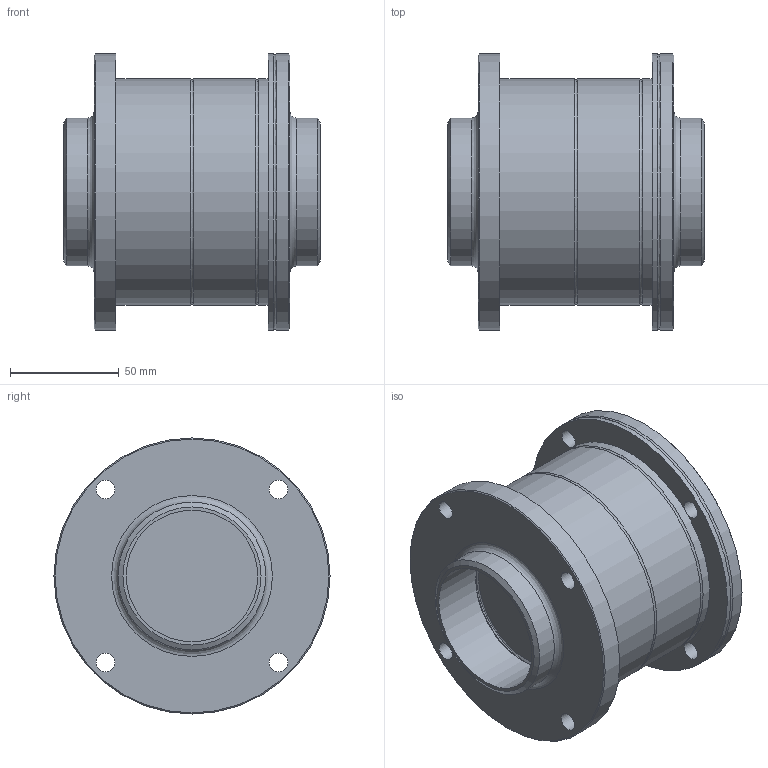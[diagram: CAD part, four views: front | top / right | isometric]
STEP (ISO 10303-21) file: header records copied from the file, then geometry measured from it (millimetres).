
FILE_DESCRIPTION((''),'2;1');
FILE_NAME('65101212X300.stp','2010-09-09T08:50:01',('Creator'),(''),'Autodesk Inventor 2010','Autodesk Inventor 2010','');
FILE_SCHEMA(('AUTOMOTIVE_DESIGN { 1 0 10303 214 1 1 1 1 }'));
Length unit declared in the file: millimetre
Products named in the file (1): 65101212X300
Bounding box: 118 x 127 x 127 mm (x, y, z)
Surface area: 162949 mm2 (no closed solid volume)
Topology: 0 solids, 8 shells, 119 faces, 259 edges, 165 vertices
Faces by surface type: cylinder 61, plane 33, cone 15, bspline 6, torus 4
Full cylindrical faces by diameter (mm): 8.5 x8, 15 x2, 27 x2, 60.5 x2, 66 x1, 66.5 x1, 68 x2, 71 x2, 79 x1, 80 x1, 80.8 x1, 81 x1, 81.5 x1, 85 x2, 85.3 x1, 94.8 x1, 95 x1, 99 x1, 104 x3, 127 x3
Entity records: 11516 total; most frequent: CARTESIAN_POINT 8989, DIRECTION 554, ORIENTED_EDGE 380, AXIS2_PLACEMENT_3D 253, EDGE_LOOP 225, EDGE_CURVE 190, VERTEX_POINT 157, CIRCLE 139
